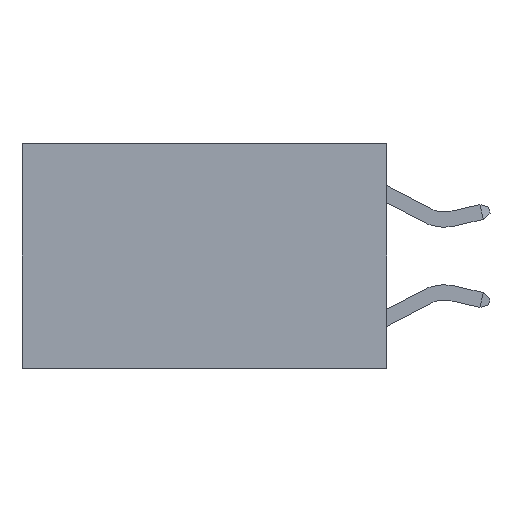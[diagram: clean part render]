
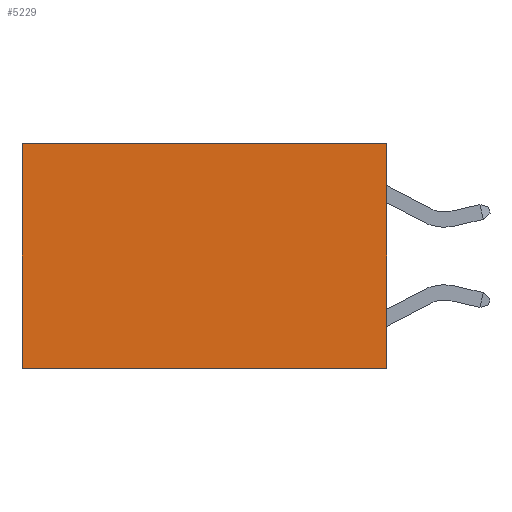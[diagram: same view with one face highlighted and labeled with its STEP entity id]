
A CAD part, left-side view. The second image highlights one B-rep face of the part: STEP entity #5229.
In plain terms, the highlighted planar face has unit normal (-1, 0, 0).
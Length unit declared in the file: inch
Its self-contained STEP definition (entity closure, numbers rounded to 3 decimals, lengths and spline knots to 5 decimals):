
#50 = CARTESIAN_POINT ( 'NONE',  ( 0.2625, 0., 0. ) ) ;
#328 = CARTESIAN_POINT ( 'NONE',  ( 0.2625, 0., 0. ) ) ;
#408 = CARTESIAN_POINT ( 'NONE',  ( 0.2625, 0., -0.37 ) ) ;
#425 = LINE ( 'NONE', #408, #8379 ) ;
#556 = EDGE_CURVE ( 'NONE', #4440, #1730, #11013, .T. ) ;
#1610 = DIRECTION ( 'NONE',  ( 0., 1., 0. ) ) ;
#1730 = VERTEX_POINT ( 'NONE', #10346 ) ;
#2165 = DIRECTION ( 'NONE',  ( 0., 0., -1. ) ) ;
#2442 = CARTESIAN_POINT ( 'NONE',  ( 0.2625, 0.6, -0.37 ) ) ;
#2450 = VECTOR ( 'NONE', #9777, 39.37008 ) ;
#2478 = ORIENTED_EDGE ( 'NONE', *, *, #6447, .F. ) ;
#2490 = ORIENTED_EDGE ( 'NONE', *, *, #10208, .T. ) ;
#4275 = EDGE_LOOP ( 'NONE', ( #2490, #2478, #8959, #8283 ) ) ;
#4328 = CARTESIAN_POINT ( 'NONE',  ( 0.2625, 0.6, 0. ) ) ;
#4440 = VERTEX_POINT ( 'NONE', #50 ) ;
#4805 = DIRECTION ( 'NONE',  ( 1., 0., 0. ) ) ;
#5184 = EDGE_CURVE ( 'NONE', #4440, #10755, #8416, .T. ) ;
#5229 = ADVANCED_FACE ( 'NONE', ( #9779 ), #10878, .F. ) ;
#6233 = VECTOR ( 'NONE', #2165, 39.37008 ) ;
#6447 = EDGE_CURVE ( 'NONE', #1730, #7818, #425, .T. ) ;
#6570 = DIRECTION ( 'NONE',  ( 0., 0., -1. ) ) ;
#7220 = AXIS2_PLACEMENT_3D ( 'NONE', #328, #4805, #11844 ) ;
#7756 = CARTESIAN_POINT ( 'NONE',  ( 0.2625, 0., 0. ) ) ;
#7818 = VERTEX_POINT ( 'NONE', #2442 ) ;
#8283 = ORIENTED_EDGE ( 'NONE', *, *, #5184, .T. ) ;
#8322 = CARTESIAN_POINT ( 'NONE',  ( 0.2625, 0., 0. ) ) ;
#8379 = VECTOR ( 'NONE', #1610, 39.37008 ) ;
#8416 = LINE ( 'NONE', #7756, #2450 ) ;
#8437 = VECTOR ( 'NONE', #6570, 39.37008 ) ;
#8959 = ORIENTED_EDGE ( 'NONE', *, *, #556, .F. ) ;
#9777 = DIRECTION ( 'NONE',  ( 0., 1., 0. ) ) ;
#9779 = FACE_OUTER_BOUND ( 'NONE', #4275, .T. ) ;
#9817 = LINE ( 'NONE', #4328, #6233 ) ;
#9874 = CARTESIAN_POINT ( 'NONE',  ( 0.2625, 0.6, 0. ) ) ;
#10208 = EDGE_CURVE ( 'NONE', #10755, #7818, #9817, .T. ) ;
#10346 = CARTESIAN_POINT ( 'NONE',  ( 0.2625, 0., -0.37 ) ) ;
#10755 = VERTEX_POINT ( 'NONE', #9874 ) ;
#10878 = PLANE ( 'NONE',  #7220 ) ;
#11013 = LINE ( 'NONE', #8322, #8437 ) ;
#11844 = DIRECTION ( 'NONE',  ( 0., 0., -1. ) ) ;
